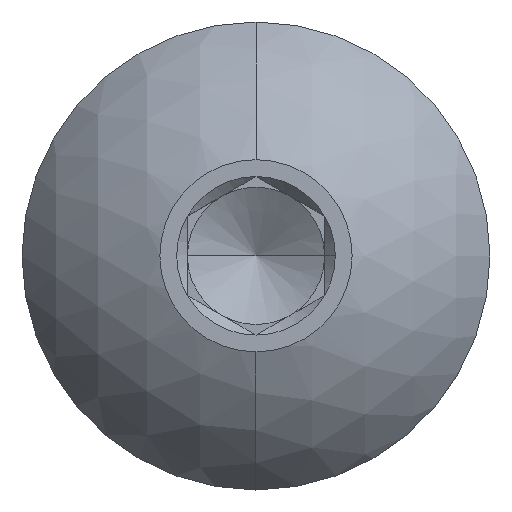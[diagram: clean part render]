
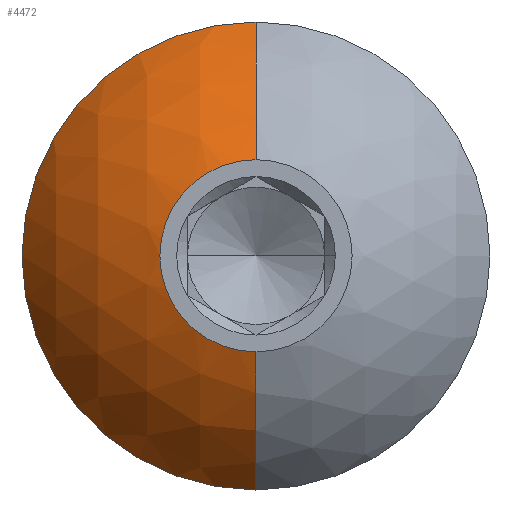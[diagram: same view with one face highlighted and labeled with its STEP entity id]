
A CAD part, top view. The second image highlights one B-rep face of the part: STEP entity #4472.
In plain terms, the highlighted spherical face has radius 3.169 mm.
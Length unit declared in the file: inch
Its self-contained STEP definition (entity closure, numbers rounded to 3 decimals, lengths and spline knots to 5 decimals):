
#111 = EDGE_CURVE ( 'NONE', #4492, #3039, #253, .T. ) ;
#222 = CARTESIAN_POINT ( 'NONE',  ( -0.1065, 0., 0.22764 ) ) ;
#253 = CIRCLE ( 'NONE', #3976, 0.1065 ) ;
#407 = DIRECTION ( 'NONE',  ( 0., 0., 1. ) ) ;
#466 = DIRECTION ( 'NONE',  ( 0., 0., -1. ) ) ;
#505 = DIRECTION ( 'NONE',  ( -1., 0., 0. ) ) ;
#520 = DIRECTION ( 'NONE',  ( 0., -1., 0. ) ) ;
#602 = CARTESIAN_POINT ( 'NONE',  ( 0., -0.1065, 0.22764 ) ) ;
#614 = FACE_OUTER_BOUND ( 'NONE', #1113, .T. ) ;
#633 = AXIS2_PLACEMENT_3D ( 'NONE', #3115, #3971, #1302 ) ;
#674 = ORIENTED_EDGE ( 'NONE', *, *, #1698, .T. ) ;
#730 = CIRCLE ( 'NONE', #4187, 0.1065 ) ;
#1113 = EDGE_LOOP ( 'NONE', ( #3549, #674, #4448, #4455, #2358 ) ) ;
#1302 = DIRECTION ( 'NONE',  ( 0., 1., 0. ) ) ;
#1359 = AXIS2_PLACEMENT_3D ( 'NONE', #1505, #5521, #1975 ) ;
#1405 = CARTESIAN_POINT ( 'NONE',  ( 0., 0., 0.16267 ) ) ;
#1505 = CARTESIAN_POINT ( 'NONE',  ( 0., 0., 0.2795 ) ) ;
#1698 = EDGE_CURVE ( 'NONE', #3467, #1882, #2946, .T. ) ;
#1743 = EDGE_CURVE ( 'NONE', #4492, #4109, #3241, .T. ) ;
#1882 = VERTEX_POINT ( 'NONE', #3681 ) ;
#1975 = DIRECTION ( 'NONE',  ( 1., 0., 0. ) ) ;
#2035 = AXIS2_PLACEMENT_3D ( 'NONE', #1405, #2292, #466 ) ;
#2292 = DIRECTION ( 'NONE',  ( 1., 0., 0. ) ) ;
#2358 = ORIENTED_EDGE ( 'NONE', *, *, #111, .T. ) ;
#2415 = CARTESIAN_POINT ( 'NONE',  ( 0., 0.04375, 0.2795 ) ) ;
#2529 = CARTESIAN_POINT ( 'NONE',  ( 0., 0., 0.22764 ) ) ;
#2572 = DIRECTION ( 'NONE',  ( 1., 0., 0. ) ) ;
#2611 = CARTESIAN_POINT ( 'NONE',  ( 0., 0., 0.22764 ) ) ;
#2778 = EDGE_CURVE ( 'NONE', #4109, #1882, #4616, .T. ) ;
#2946 = CIRCLE ( 'NONE', #5218, 0.12476 ) ;
#3039 = VERTEX_POINT ( 'NONE', #222 ) ;
#3115 = CARTESIAN_POINT ( 'NONE',  ( 0., 0., 0.16267 ) ) ;
#3241 = CIRCLE ( 'NONE', #2035, 0.12476 ) ;
#3370 = SPHERICAL_SURFACE ( 'NONE', #633, 0.12476 ) ;
#3467 = VERTEX_POINT ( 'NONE', #602 ) ;
#3549 = ORIENTED_EDGE ( 'NONE', *, *, #4540, .T. ) ;
#3637 = DIRECTION ( 'NONE',  ( 1., 0., 0. ) ) ;
#3681 = CARTESIAN_POINT ( 'NONE',  ( 0., -0.04375, 0.2795 ) ) ;
#3971 = DIRECTION ( 'NONE',  ( -1., 0., 0. ) ) ;
#3976 = AXIS2_PLACEMENT_3D ( 'NONE', #2611, #407, #3637 ) ;
#4109 = VERTEX_POINT ( 'NONE', #2415 ) ;
#4187 = AXIS2_PLACEMENT_3D ( 'NONE', #2529, #5252, #2572 ) ;
#4413 = CARTESIAN_POINT ( 'NONE',  ( 0., 0.1065, 0.22764 ) ) ;
#4448 = ORIENTED_EDGE ( 'NONE', *, *, #2778, .F. ) ;
#4455 = ORIENTED_EDGE ( 'NONE', *, *, #1743, .F. ) ;
#4472 = ADVANCED_FACE ( 'NONE', ( #614 ), #3370, .T. ) ;
#4492 = VERTEX_POINT ( 'NONE', #4413 ) ;
#4540 = EDGE_CURVE ( 'NONE', #3039, #3467, #730, .T. ) ;
#4616 = CIRCLE ( 'NONE', #1359, 0.04375 ) ;
#5218 = AXIS2_PLACEMENT_3D ( 'NONE', #5401, #505, #520 ) ;
#5252 = DIRECTION ( 'NONE',  ( 0., 0., 1. ) ) ;
#5401 = CARTESIAN_POINT ( 'NONE',  ( 0., 0., 0.16267 ) ) ;
#5521 = DIRECTION ( 'NONE',  ( 0., 0., 1. ) ) ;
